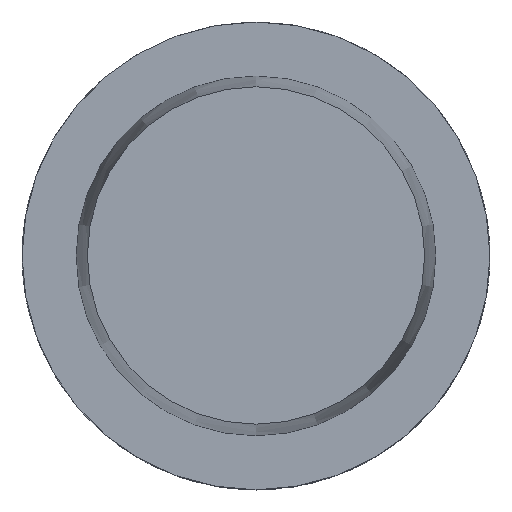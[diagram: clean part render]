
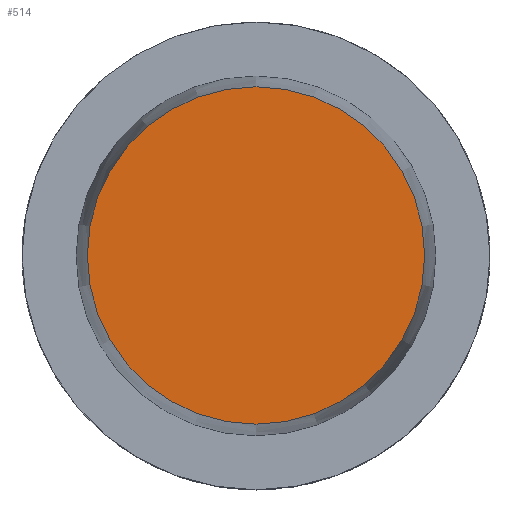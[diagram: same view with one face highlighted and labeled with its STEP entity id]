
A CAD part, top view. The second image highlights one B-rep face of the part: STEP entity #514.
In plain terms, the highlighted planar face has unit normal (0, 0, 1).
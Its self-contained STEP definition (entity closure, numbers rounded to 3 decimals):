
#405=EDGE_CURVE('240[2]',#907,#907,#908,.T.);
#514=ADVANCED_FACE('240[2]',(#1038),#1039,.T.);
#907=VERTEX_POINT('',#1732);
#908=CIRCLE('',#1733,22.715);
#1038=FACE_OUTER_BOUND('',#1995,.T.);
#1039=PLANE('',#1996);
#1732=CARTESIAN_POINT('',(0.,-22.715,32.0));
#1733=AXIS2_PLACEMENT_3D('',#2497,#2498,#2499);
#1995=EDGE_LOOP('',(#2639));
#1996=AXIS2_PLACEMENT_3D('',#2640,#2641,#2642);
#2497=CARTESIAN_POINT('',(0.,0.,32.0));
#2498=DIRECTION('',(0.,0.,-1.0));
#2499=DIRECTION('',(0.,-1.0,0.));
#2639=ORIENTED_EDGE('',*,*,#405,.F.);
#2640=CARTESIAN_POINT('',(0.,-11.357,32.0));
#2641=DIRECTION('',(0.,0.,1.0));
#2642=DIRECTION('',(1.0,0.,0.));
